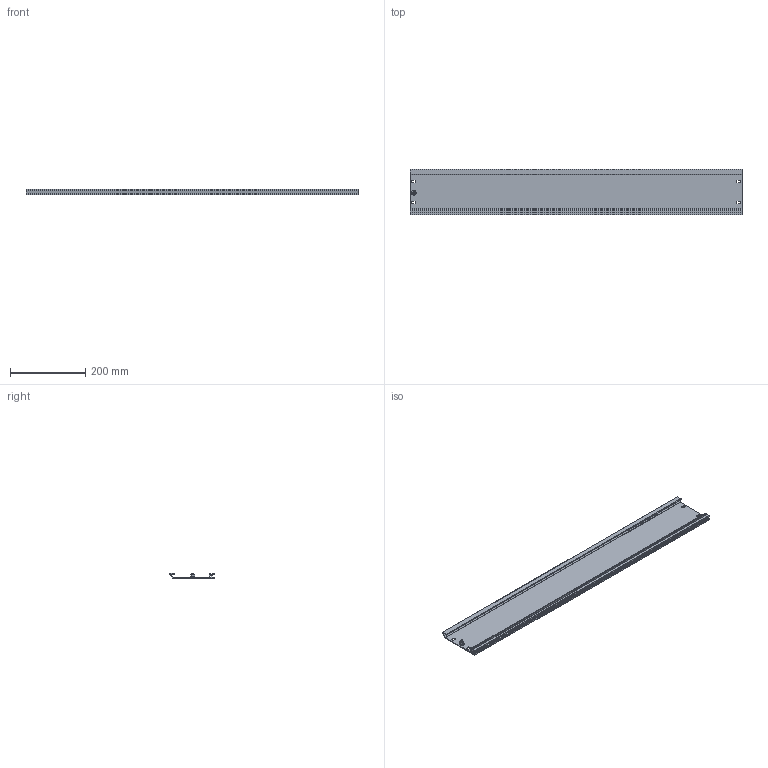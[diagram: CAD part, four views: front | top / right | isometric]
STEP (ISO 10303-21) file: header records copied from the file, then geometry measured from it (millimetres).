
FILE_DESCRIPTION(/* description */ (''),/* implementation_level */ '2;1');
FILE_NAME(/* name */ '6es73901aj850aa0_001_3d.stp',/* time_stamp */ '2011-03-21T09:31:44+01:00',/* author */ ('Z. Bartfai'),/* organization */ ('Siemens AG'),/* preprocessor_version */ 'ST-DEVELOPER v11',/* originating_system */ 'SIEMENS UGS NX 6.0',/* authorisation */ '');
FILE_SCHEMA (('AUTOMOTIVE_DESIGN { 1 0 10303 214 1 1 1 1 }'));
Length unit declared in the file: millimetre
Products named in the file (2): A5E30300409A_001; A5E30300406A_001
Assembly tree (1 placements, depth 2):
  A5E30300406A_001
    A5E30300409A_001
Bounding box: 885 x 122 x 15.1 mm (x, y, z)
Volume: 388835.1 mm3; surface area: 306555.6 mm2
Topology: 1 solids, 1 shells, 78 faces, 216 edges, 144 vertices
Faces by surface type: plane 45, cylinder 32, cone 1
Full cylindrical faces by diameter (mm): 6 x2, 12.5 x1
Entity records: 2534 total; most frequent: DIRECTION 436, CARTESIAN_POINT 434, ORIENTED_EDGE 422, EDGE_CURVE 211, LINE 146, VECTOR 146, AXIS2_PLACEMENT_3D 145, VERTEX_POINT 143
